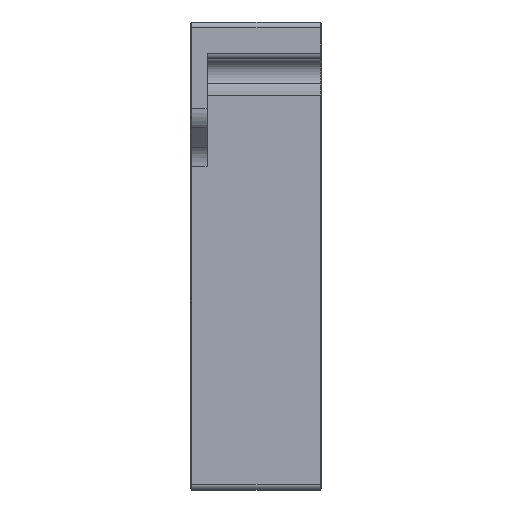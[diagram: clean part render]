
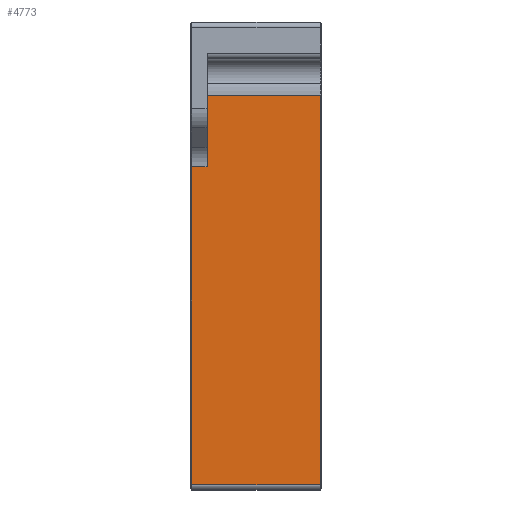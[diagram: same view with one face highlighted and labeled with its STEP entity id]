
A CAD part, left-side view. The second image highlights one B-rep face of the part: STEP entity #4773.
In plain terms, the highlighted planar face has unit normal (-1, 0, 0).
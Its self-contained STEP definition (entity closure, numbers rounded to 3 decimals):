
#17 = LINE ( 'NONE', #10341, #5646 ) ;
#361 = LINE ( 'NONE', #11995, #557 ) ;
#557 = VECTOR ( 'NONE', #8348, 1000. ) ;
#920 = DIRECTION ( 'NONE',  ( 0., 1., 0. ) ) ;
#1185 = CARTESIAN_POINT ( 'NONE',  ( -73.5, 21., 29.563 ) ) ;
#1314 = CARTESIAN_POINT ( 'NONE',  ( -73.5, 0.2, 29.563 ) ) ;
#1679 = LINE ( 'NONE', #6319, #6716 ) ;
#1710 = VECTOR ( 'NONE', #11810, 1000. ) ;
#1981 = VECTOR ( 'NONE', #920, 1000. ) ;
#2537 = ORIENTED_EDGE ( 'NONE', *, *, #13406, .T. ) ;
#2940 = CARTESIAN_POINT ( 'NONE',  ( -73.5, 21., 29.563 ) ) ;
#3027 = ORIENTED_EDGE ( 'NONE', *, *, #8424, .T. ) ;
#3198 = VERTEX_POINT ( 'NONE', #9651 ) ;
#3375 = PLANE ( 'NONE',  #9636 ) ;
#3653 = ORIENTED_EDGE ( 'NONE', *, *, #4462, .T. ) ;
#4377 = VERTEX_POINT ( 'NONE', #1314 ) ;
#4462 = EDGE_CURVE ( 'NONE', #10079, #4377, #1679, .T. ) ;
#4599 = DIRECTION ( 'NONE',  ( 0., -1., 0. ) ) ;
#4773 = ADVANCED_FACE ( 'NONE', ( #10318 ), #3375, .T. ) ;
#5637 = DIRECTION ( 'NONE',  ( -1., 0., 0. ) ) ;
#5646 = VECTOR ( 'NONE', #4599, 1000. ) ;
#5790 = LINE ( 'NONE', #13535, #1981 ) ;
#6319 = CARTESIAN_POINT ( 'NONE',  ( -73.5, 0.2, 29.563 ) ) ;
#6489 = ORIENTED_EDGE ( 'NONE', *, *, #14129, .T. ) ;
#6716 = VECTOR ( 'NONE', #10908, 1000. ) ;
#7005 = CARTESIAN_POINT ( 'NONE',  ( -73.5, 21., 18.5 ) ) ;
#7254 = EDGE_LOOP ( 'NONE', ( #3027, #6489, #2537, #3653, #11394, #9025 ) ) ;
#7403 = CARTESIAN_POINT ( 'NONE',  ( -73.5, 0.2, -42. ) ) ;
#7988 = CARTESIAN_POINT ( 'NONE',  ( -73.5, 21., 16.429 ) ) ;
#8130 = EDGE_CURVE ( 'NONE', #11739, #10788, #9434, .T. ) ;
#8348 = DIRECTION ( 'NONE',  ( 0., 0., -1. ) ) ;
#8424 = EDGE_CURVE ( 'NONE', #10788, #13271, #5790, .T. ) ;
#8918 = DIRECTION ( 'NONE',  ( 0., 1., 0. ) ) ;
#9025 = ORIENTED_EDGE ( 'NONE', *, *, #8130, .T. ) ;
#9434 = LINE ( 'NONE', #7005, #1710 ) ;
#9636 = AXIS2_PLACEMENT_3D ( 'NONE', #11347, #5637, #10247 ) ;
#9651 = CARTESIAN_POINT ( 'NONE',  ( -73.5, 23.8, -42. ) ) ;
#9774 = VECTOR ( 'NONE', #8918, 1000. ) ;
#10079 = VERTEX_POINT ( 'NONE', #7403 ) ;
#10247 = DIRECTION ( 'NONE',  ( 0., 0., 1. ) ) ;
#10318 = FACE_OUTER_BOUND ( 'NONE', #7254, .T. ) ;
#10341 = CARTESIAN_POINT ( 'NONE',  ( -73.5, 0., -42. ) ) ;
#10788 = VERTEX_POINT ( 'NONE', #7988 ) ;
#10908 = DIRECTION ( 'NONE',  ( 0., 0., 1. ) ) ;
#11347 = CARTESIAN_POINT ( 'NONE',  ( -73.5, 24., -43. ) ) ;
#11371 = CARTESIAN_POINT ( 'NONE',  ( -73.5, 23.8, 16.429 ) ) ;
#11394 = ORIENTED_EDGE ( 'NONE', *, *, #14683, .T. ) ;
#11739 = VERTEX_POINT ( 'NONE', #1185 ) ;
#11810 = DIRECTION ( 'NONE',  ( 0., 0., -1. ) ) ;
#11995 = CARTESIAN_POINT ( 'NONE',  ( -73.5, 23.8, -43. ) ) ;
#13265 = LINE ( 'NONE', #2940, #9774 ) ;
#13271 = VERTEX_POINT ( 'NONE', #11371 ) ;
#13406 = EDGE_CURVE ( 'NONE', #3198, #10079, #17, .T. ) ;
#13535 = CARTESIAN_POINT ( 'NONE',  ( -73.5, 24., 16.429 ) ) ;
#14129 = EDGE_CURVE ( 'NONE', #13271, #3198, #361, .T. ) ;
#14683 = EDGE_CURVE ( 'NONE', #4377, #11739, #13265, .T. ) ;
